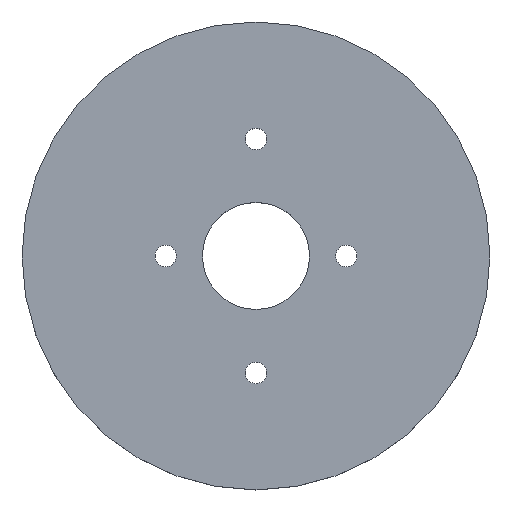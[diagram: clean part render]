
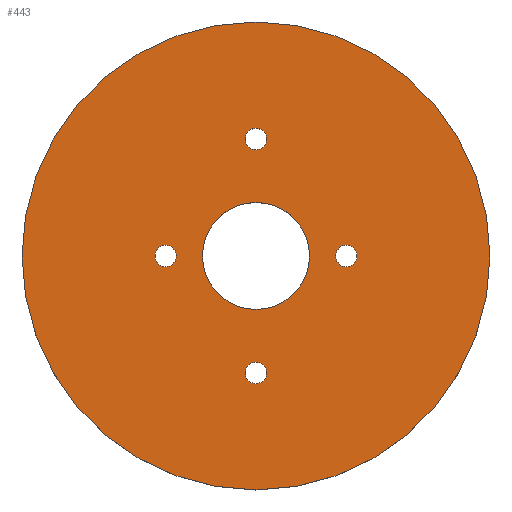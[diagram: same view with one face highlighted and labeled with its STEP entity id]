
A CAD part, top view. The second image highlights one B-rep face of the part: STEP entity #443.
In plain terms, the highlighted planar face has unit normal (0, 0, 1).
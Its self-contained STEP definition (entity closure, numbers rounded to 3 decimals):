
#3 = CARTESIAN_POINT ( 'NONE',  ( 7.55, 0., 3.65 ) ) ;
#13 = AXIS2_PLACEMENT_3D ( 'NONE', #212, #122, #166 ) ;
#25 = EDGE_CURVE ( 'NONE', #26, #106, #473, .T. ) ;
#26 = VERTEX_POINT ( 'NONE', #269 ) ;
#37 = ORIENTED_EDGE ( 'NONE', *, *, #294, .F. ) ;
#42 = AXIS2_PLACEMENT_3D ( 'NONE', #331, #58, #325 ) ;
#45 = VERTEX_POINT ( 'NONE', #403 ) ;
#47 = DIRECTION ( 'NONE',  ( 1., 0., 0. ) ) ;
#49 = VERTEX_POINT ( 'NONE', #510 ) ;
#52 = EDGE_CURVE ( 'NONE', #49, #494, #454, .T. ) ;
#58 = DIRECTION ( 'NONE',  ( 0., 0., 1. ) ) ;
#62 = CARTESIAN_POINT ( 'NONE',  ( 0., 0., 3.65 ) ) ;
#68 = CARTESIAN_POINT ( 'NONE',  ( -6.75, 0., 3.65 ) ) ;
#75 = DIRECTION ( 'NONE',  ( 1., 0., 0. ) ) ;
#77 = DIRECTION ( 'NONE',  ( 1., 0., 0. ) ) ;
#79 = EDGE_CURVE ( 'NONE', #45, #149, #292, .T. ) ;
#83 = DIRECTION ( 'NONE',  ( 0., 0., 1. ) ) ;
#84 = VERTEX_POINT ( 'NONE', #406 ) ;
#88 = VERTEX_POINT ( 'NONE', #332 ) ;
#91 = AXIS2_PLACEMENT_3D ( 'NONE', #412, #99, #244 ) ;
#96 = ORIENTED_EDGE ( 'NONE', *, *, #199, .F. ) ;
#99 = DIRECTION ( 'NONE',  ( 0., 0., 1. ) ) ;
#106 = VERTEX_POINT ( 'NONE', #281 ) ;
#110 = AXIS2_PLACEMENT_3D ( 'NONE', #428, #432, #77 ) ;
#122 = DIRECTION ( 'NONE',  ( 0., 0., 1. ) ) ;
#126 = CARTESIAN_POINT ( 'NONE',  ( 0., 0., 3.65 ) ) ;
#133 = EDGE_CURVE ( 'NONE', #192, #88, #524, .T. ) ;
#136 = CARTESIAN_POINT ( 'NONE',  ( -0.8, 8.75, 3.65 ) ) ;
#138 = CARTESIAN_POINT ( 'NONE',  ( 0., 0., 3.65 ) ) ;
#141 = CIRCLE ( 'NONE', #13, 0.8 ) ;
#149 = VERTEX_POINT ( 'NONE', #450 ) ;
#152 = CIRCLE ( 'NONE', #205, 17.5 ) ;
#159 = FACE_BOUND ( 'NONE', #184, .T. ) ;
#161 = DIRECTION ( 'NONE',  ( 0., 0., 1. ) ) ;
#166 = DIRECTION ( 'NONE',  ( 1., 0., 0. ) ) ;
#169 = DIRECTION ( 'NONE',  ( -1., 0., 0. ) ) ;
#175 = PLANE ( 'NONE',  #275 ) ;
#178 = DIRECTION ( 'NONE',  ( 1., 0., 0. ) ) ;
#184 = EDGE_LOOP ( 'NONE', ( #204, #416 ) ) ;
#190 = DIRECTION ( 'NONE',  ( 0., 0., 1. ) ) ;
#192 = VERTEX_POINT ( 'NONE', #499 ) ;
#195 = DIRECTION ( 'NONE',  ( 0., 0., 1. ) ) ;
#199 = EDGE_CURVE ( 'NONE', #84, #382, #495, .T. ) ;
#204 = ORIENTED_EDGE ( 'NONE', *, *, #256, .F. ) ;
#205 = AXIS2_PLACEMENT_3D ( 'NONE', #439, #83, #178 ) ;
#206 = DIRECTION ( 'NONE',  ( 0., 0., 1. ) ) ;
#207 = CARTESIAN_POINT ( 'NONE',  ( 0., 0., 3.65 ) ) ;
#208 = FACE_OUTER_BOUND ( 'NONE', #515, .T. ) ;
#210 = ORIENTED_EDGE ( 'NONE', *, *, #52, .F. ) ;
#212 = CARTESIAN_POINT ( 'NONE',  ( 0., 8.75, 3.65 ) ) ;
#214 = EDGE_CURVE ( 'NONE', #88, #192, #375, .T. ) ;
#227 = CARTESIAN_POINT ( 'NONE',  ( -7.55, 0., 3.65 ) ) ;
#237 = VERTEX_POINT ( 'NONE', #303 ) ;
#238 = EDGE_CURVE ( 'NONE', #149, #45, #291, .T. ) ;
#244 = DIRECTION ( 'NONE',  ( -1., 0., 0. ) ) ;
#246 = DIRECTION ( 'NONE',  ( -1., 0., 0. ) ) ;
#249 = FACE_BOUND ( 'NONE', #345, .T. ) ;
#250 = AXIS2_PLACEMENT_3D ( 'NONE', #62, #372, #374 ) ;
#253 = CARTESIAN_POINT ( 'NONE',  ( 0., -8.75, 3.65 ) ) ;
#256 = EDGE_CURVE ( 'NONE', #480, #237, #532, .T. ) ;
#269 = CARTESIAN_POINT ( 'NONE',  ( 17.5, 0., 3.65 ) ) ;
#273 = ORIENTED_EDGE ( 'NONE', *, *, #133, .F. ) ;
#275 = AXIS2_PLACEMENT_3D ( 'NONE', #126, #311, #47 ) ;
#281 = CARTESIAN_POINT ( 'NONE',  ( -17.5, 0., 3.65 ) ) ;
#288 = ORIENTED_EDGE ( 'NONE', *, *, #238, .F. ) ;
#290 = ORIENTED_EDGE ( 'NONE', *, *, #458, .T. ) ;
#291 = CIRCLE ( 'NONE', #468, 0.8 ) ;
#292 = CIRCLE ( 'NONE', #91, 0.8 ) ;
#294 = EDGE_CURVE ( 'NONE', #494, #49, #141, .T. ) ;
#296 = EDGE_LOOP ( 'NONE', ( #96, #317 ) ) ;
#298 = DIRECTION ( 'NONE',  ( 0., 0., 1. ) ) ;
#303 = CARTESIAN_POINT ( 'NONE',  ( -5.95, 0., 3.65 ) ) ;
#311 = DIRECTION ( 'NONE',  ( 0., 0., 1. ) ) ;
#315 = EDGE_CURVE ( 'NONE', #382, #84, #417, .T. ) ;
#317 = ORIENTED_EDGE ( 'NONE', *, *, #315, .F. ) ;
#325 = DIRECTION ( 'NONE',  ( 1., 0., 0. ) ) ;
#331 = CARTESIAN_POINT ( 'NONE',  ( 0., 8.75, 3.65 ) ) ;
#332 = CARTESIAN_POINT ( 'NONE',  ( -4., 0., 3.65 ) ) ;
#336 = FACE_BOUND ( 'NONE', #343, .T. ) ;
#340 = ORIENTED_EDGE ( 'NONE', *, *, #25, .T. ) ;
#341 = AXIS2_PLACEMENT_3D ( 'NONE', #207, #206, #75 ) ;
#343 = EDGE_LOOP ( 'NONE', ( #37, #210 ) ) ;
#345 = EDGE_LOOP ( 'NONE', ( #383, #273 ) ) ;
#372 = DIRECTION ( 'NONE',  ( 0., 0., 1. ) ) ;
#374 = DIRECTION ( 'NONE',  ( 1., 0., 0. ) ) ;
#375 = CIRCLE ( 'NONE', #341, 4. ) ;
#376 = AXIS2_PLACEMENT_3D ( 'NONE', #138, #190, #483 ) ;
#382 = VERTEX_POINT ( 'NONE', #3 ) ;
#383 = ORIENTED_EDGE ( 'NONE', *, *, #214, .F. ) ;
#399 = CIRCLE ( 'NONE', #501, 0.8 ) ;
#403 = CARTESIAN_POINT ( 'NONE',  ( -0.8, -8.75, 3.65 ) ) ;
#405 = AXIS2_PLACEMENT_3D ( 'NONE', #492, #161, #462 ) ;
#406 = CARTESIAN_POINT ( 'NONE',  ( 5.95, 0., 3.65 ) ) ;
#412 = CARTESIAN_POINT ( 'NONE',  ( 0., -8.75, 3.65 ) ) ;
#416 = ORIENTED_EDGE ( 'NONE', *, *, #538, .F. ) ;
#417 = CIRCLE ( 'NONE', #110, 0.8 ) ;
#428 = CARTESIAN_POINT ( 'NONE',  ( 6.75, 0., 3.65 ) ) ;
#432 = DIRECTION ( 'NONE',  ( 0., 0., 1. ) ) ;
#439 = CARTESIAN_POINT ( 'NONE',  ( 0., 0., 3.65 ) ) ;
#443 = ADVANCED_FACE ( 'NONE', ( #535, #497, #208, #249, #336, #159 ), #175, .T. ) ;
#450 = CARTESIAN_POINT ( 'NONE',  ( 0.8, -8.75, 3.65 ) ) ;
#454 = CIRCLE ( 'NONE', #42, 0.8 ) ;
#458 = EDGE_CURVE ( 'NONE', #106, #26, #152, .T. ) ;
#460 = DIRECTION ( 'NONE',  ( 0., 0., 1. ) ) ;
#462 = DIRECTION ( 'NONE',  ( 1., 0., 0. ) ) ;
#466 = DIRECTION ( 'NONE',  ( -1., 0., 0. ) ) ;
#468 = AXIS2_PLACEMENT_3D ( 'NONE', #253, #298, #169 ) ;
#473 = CIRCLE ( 'NONE', #376, 17.5 ) ;
#480 = VERTEX_POINT ( 'NONE', #227 ) ;
#483 = DIRECTION ( 'NONE',  ( 1., 0., 0. ) ) ;
#488 = ORIENTED_EDGE ( 'NONE', *, *, #79, .F. ) ;
#492 = CARTESIAN_POINT ( 'NONE',  ( 6.75, 0., 3.65 ) ) ;
#494 = VERTEX_POINT ( 'NONE', #136 ) ;
#495 = CIRCLE ( 'NONE', #405, 0.8 ) ;
#497 = FACE_BOUND ( 'NONE', #296, .T. ) ;
#499 = CARTESIAN_POINT ( 'NONE',  ( 4., 0., 3.65 ) ) ;
#501 = AXIS2_PLACEMENT_3D ( 'NONE', #518, #195, #246 ) ;
#510 = CARTESIAN_POINT ( 'NONE',  ( 0.8, 8.75, 3.65 ) ) ;
#512 = AXIS2_PLACEMENT_3D ( 'NONE', #68, #460, #466 ) ;
#515 = EDGE_LOOP ( 'NONE', ( #290, #340 ) ) ;
#518 = CARTESIAN_POINT ( 'NONE',  ( -6.75, 0., 3.65 ) ) ;
#524 = CIRCLE ( 'NONE', #250, 4. ) ;
#529 = EDGE_LOOP ( 'NONE', ( #488, #288 ) ) ;
#532 = CIRCLE ( 'NONE', #512, 0.8 ) ;
#535 = FACE_BOUND ( 'NONE', #529, .T. ) ;
#538 = EDGE_CURVE ( 'NONE', #237, #480, #399, .T. ) ;
